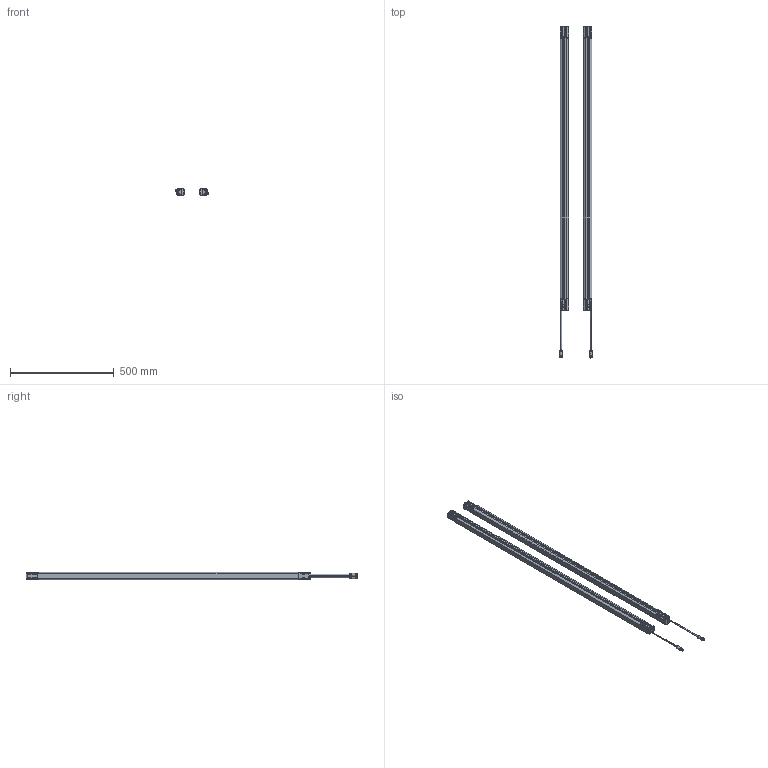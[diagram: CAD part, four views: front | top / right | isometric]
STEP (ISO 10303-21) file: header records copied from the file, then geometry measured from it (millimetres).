
FILE_DESCRIPTION (( 'STEP AP214' ), '1' );
FILE_NAME ('SH4-4-1200-S-8.STEP', '2025-01-17T14:34:43', ( '' ), ( '' ), 'SwSTEP 2.0', 'SolidWorks 2024', '' );
FILE_SCHEMA (( 'AUTOMOTIVE_DESIGN' ));
Length unit declared in the file: metre
Products named in the file (1): SH4-4-1200-S-8
Bounding box: 158.7 x 1602.3 x 35.15 mm (x, y, z)
Volume: 3247857.4 mm3; surface area: 544849.5 mm2
Topology: 4 solids, 14 shells, 2640 faces, 6932 edges, 4262 vertices
Faces by surface type: plane 1204, cylinder 784, bspline 274, cone 236, sphere 72, torus 70
Full cylindrical faces by diameter (mm): 2.013 x8, 2.2 x8, 2.8 x1, 3 x8, 3.5 x1, 4.37 x8, 5 x18, 5.5 x4, 8.25 x2, 9.5 x2, 9.7 x2, 10.35 x2, 10.6 x6, 10.8 x2, 13 x2, 14.5 x2
Entity records: 105667 total; most frequent: CARTESIAN_POINT 47410, ORIENTED_EDGE 12990, DIRECTION 10533, EDGE_CURVE 6495, VERTEX_POINT 4160, AXIS2_PLACEMENT_3D 3554, VECTOR 3425, LINE 3425
